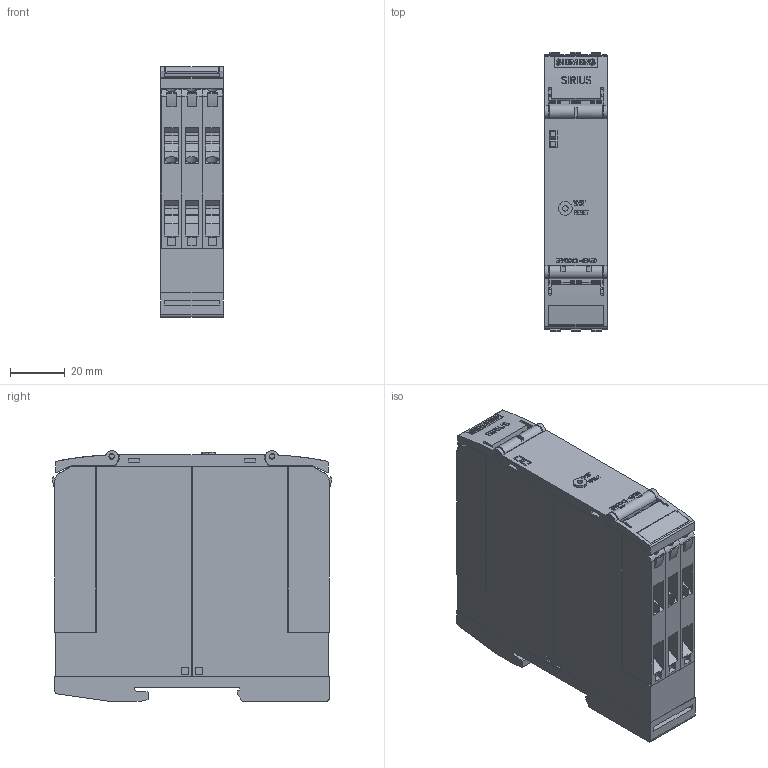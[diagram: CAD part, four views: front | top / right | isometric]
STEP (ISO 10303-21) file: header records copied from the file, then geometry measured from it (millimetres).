
FILE_DESCRIPTION(('STEP AP214'),'1');
FILE_NAME('cctmp_31F546A1-CEEE-48E4-B7B4-2B29364AD1E3_2023_07_21_09_43_21_0167..stp','2023-07-21T07:43:23',('SIEMENS A&D'),('CADClick - www.CADClick.com'),'Spatial InterOp 3D postprocessed',' ','unknown authorization');
FILE_SCHEMA(('AUTOMOTIVE_DESIGN'));
Length unit declared in the file: millimetre
Products named in the file (1): 2023_07_21_09_43_21_0108
Bounding box: 22.8 x 101.9 x 91.42 mm (x, y, z)
Volume: 184334.6 mm3; surface area: 54994 mm2
Topology: 1 solids, 1 shells, 1786 faces, 4969 edges, 3298 vertices
Faces by surface type: plane 1461, cylinder 273, cone 36, torus 16
Entity records: 96139 total; most frequent: CARTESIAN_POINT 11264, STYLED_ITEM 10046, PRESENTATION_STYLE_ASSIGNMENT 10046, ORIENTED_EDGE 9922, DIRECTION 9172, EDGE_CURVE 4961, CURVE_STYLE 4961, DRAUGHTING_PRE_DEFINED_CURVE_FONT 4961
